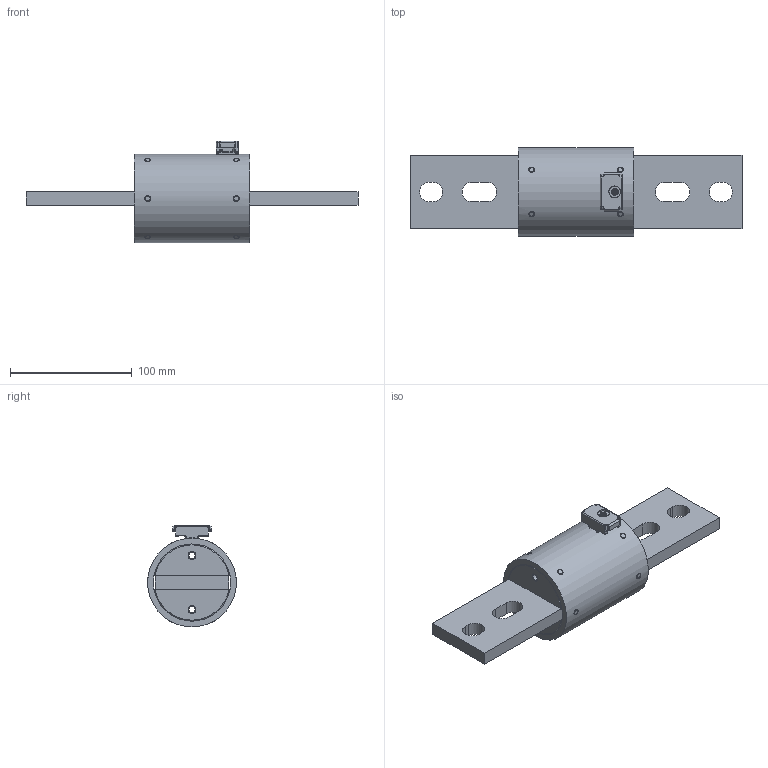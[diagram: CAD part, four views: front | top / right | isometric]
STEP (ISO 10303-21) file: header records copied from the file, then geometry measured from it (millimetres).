
FILE_DESCRIPTION (( 'STEP AP214' ), '1' );
FILE_NAME ('700764revB.STEP', '2014-03-18T17:42:50', ( '' ), ( '' ), 'SwSTEP 2.0', 'SolidWorks 2013', '' );
FILE_SCHEMA (( 'AUTOMOTIVE_DESIGN' ));
Length unit declared in the file: inch
Products named in the file (1): 700764revB
Bounding box: 273.05 x 73.03 x 83.76 mm (x, y, z)
Surface area: 79578.1 mm2 (no closed solid volume)
Topology: 0 solids, 28 shells, 184 faces, 509 edges, 344 vertices
Faces by surface type: plane 78, cylinder 70, cone 17, torus 14, sphere 5
Full cylindrical faces by diameter (mm): 3.708 x1, 4.762 x12, 5.207 x4, 9.779 x1, 63.5 x1, 73.025 x1
Entity records: 9485 total; most frequent: CARTESIAN_POINT 2527, DIRECTION 966, ORIENTED_EDGE 788, EDGE_CURVE 465, AXIS2_PLACEMENT_3D 367, VERTEX_POINT 340, EDGE_LOOP 264, VECTOR 232
